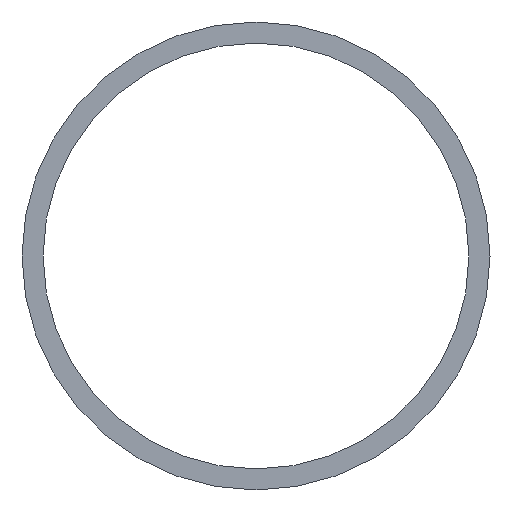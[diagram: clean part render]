
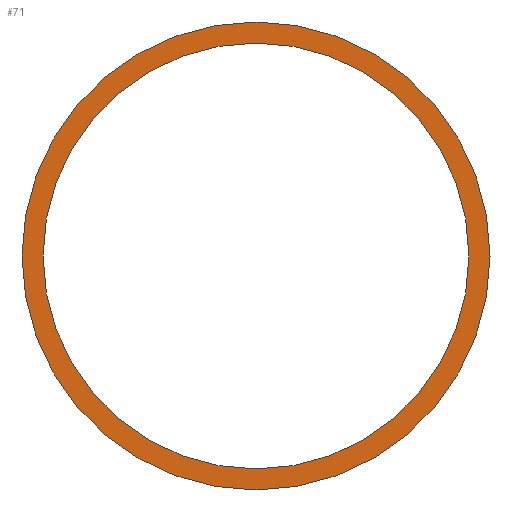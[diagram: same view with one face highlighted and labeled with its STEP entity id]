
A CAD part, left-side view. The second image highlights one B-rep face of the part: STEP entity #71.
In plain terms, the highlighted planar face has unit normal (-1, 0, 0).
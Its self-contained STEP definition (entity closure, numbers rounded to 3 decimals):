
#57 = EDGE_CURVE( '', #65, #101, #127, .T. );
#65 = VERTEX_POINT( '', #136 );
#71 = ADVANCED_FACE( '', ( #143, #144 ), #145, .F. );
#73 = EDGE_CURVE( '', #83, #77, #147, .T. );
#77 = VERTEX_POINT( '', #151 );
#83 = VERTEX_POINT( '', #158 );
#89 = EDGE_CURVE( '', #77, #83, #166, .T. );
#97 = EDGE_CURVE( '', #101, #65, #175, .T. );
#101 = VERTEX_POINT( '', #179 );
#127 = CIRCLE( '', #198, 20. );
#136 = CARTESIAN_POINT( '', ( 0., 0., -20. ) );
#143 = FACE_OUTER_BOUND( '', #214, .T. );
#144 = FACE_BOUND( '', #215, .T. );
#145 = PLANE( '', #216 );
#147 = CIRCLE( '', #219, 18.2 );
#151 = CARTESIAN_POINT( '', ( 0., 0., -18.2 ) );
#158 = CARTESIAN_POINT( '', ( 0., 0., 18.2 ) );
#166 = CIRCLE( '', #244, 18.2 );
#175 = CIRCLE( '', #255, 20. );
#179 = CARTESIAN_POINT( '', ( 0., 0., 20. ) );
#198 = AXIS2_PLACEMENT_3D( '', #267, #268, #269 );
#214 = EDGE_LOOP( '', ( #291, #292 ) );
#215 = EDGE_LOOP( '', ( #293, #294 ) );
#216 = AXIS2_PLACEMENT_3D( '', #295, #296, #297 );
#219 = AXIS2_PLACEMENT_3D( '', #298, #299, #300 );
#244 = AXIS2_PLACEMENT_3D( '', #322, #323, #324 );
#255 = AXIS2_PLACEMENT_3D( '', #336, #337, #338 );
#267 = CARTESIAN_POINT( '', ( 0., 0., 0. ) );
#268 = DIRECTION( '', ( 1., 0., 0. ) );
#269 = DIRECTION( '', ( 0., 0., -1. ) );
#291 = ORIENTED_EDGE( '', *, *, #57, .F. );
#292 = ORIENTED_EDGE( '', *, *, #97, .F. );
#293 = ORIENTED_EDGE( '', *, *, #89, .T. );
#294 = ORIENTED_EDGE( '', *, *, #73, .T. );
#295 = CARTESIAN_POINT( '', ( 0., 0., 0. ) );
#296 = DIRECTION( '', ( 1., 0., 0. ) );
#297 = DIRECTION( '', ( 0., 0., -1. ) );
#298 = CARTESIAN_POINT( '', ( 0., 0., 0. ) );
#299 = DIRECTION( '', ( 1., 0., 0. ) );
#300 = DIRECTION( '', ( 0., 0., -1. ) );
#322 = CARTESIAN_POINT( '', ( 0., 0., 0. ) );
#323 = DIRECTION( '', ( 1., 0., 0. ) );
#324 = DIRECTION( '', ( 0., 0., -1. ) );
#336 = CARTESIAN_POINT( '', ( 0., 0., 0. ) );
#337 = DIRECTION( '', ( 1., 0., 0. ) );
#338 = DIRECTION( '', ( 0., 0., -1. ) );
